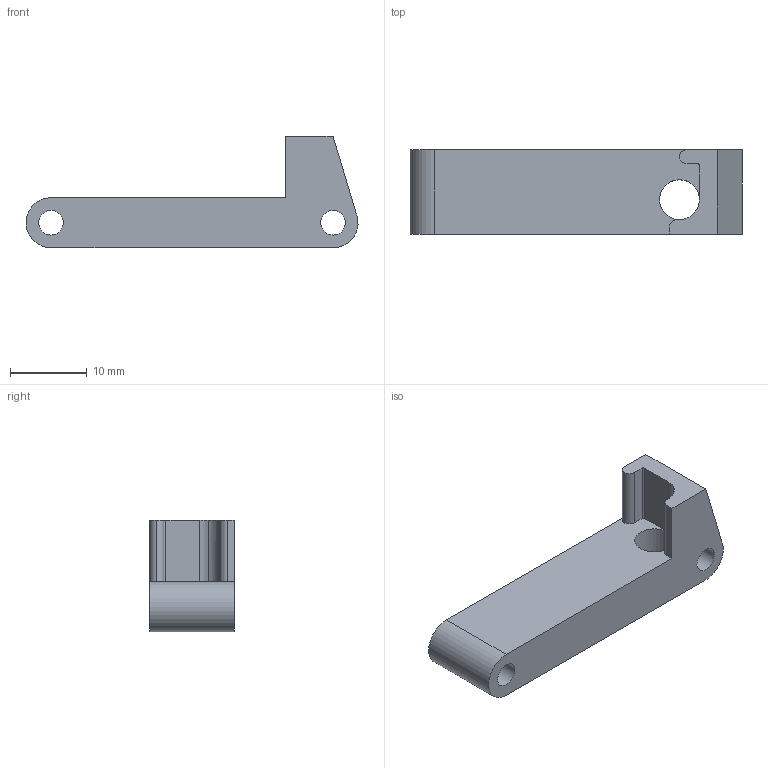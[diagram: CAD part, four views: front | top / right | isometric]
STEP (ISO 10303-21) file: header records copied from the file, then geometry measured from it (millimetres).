
FILE_DESCRIPTION(/* description */ (''),/* implementation_level */ '2;1');
FILE_NAME(/* name */ 'BadgeStylusHolder.step',/* time_stamp */ '2019-10-15T22:45:17-06:00',/* author */ (''),/* organization */ (''),/* preprocessor_version */ 'ST-DEVELOPER v18',/* originating_system */ 'Autodesk Translation Framework v8.6.0.1094',/* authorisation */ '');
FILE_SCHEMA (('AUTOMOTIVE_DESIGN { 1 0 10303 214 3 1 1 }'));
Length unit declared in the file: millimetre
Products named in the file (1): BSIDESFrame
Bounding box: 43.19 x 11 x 14.5 mm (x, y, z)
Volume: 3097.4 mm3; surface area: 2131.5 mm2
Topology: 1 solids, 1 shells, 24 faces, 68 edges, 45 vertices
Faces by surface type: plane 12, cylinder 10, bspline 1, sphere 1
Full cylindrical faces by diameter (mm): 3.2 x2, 5.2 x1
Entity records: 1090 total; most frequent: CARTESIAN_POINT 410, ORIENTED_EDGE 136, DIRECTION 134, EDGE_CURVE 68, AXIS2_PLACEMENT_3D 48, VERTEX_POINT 45, LINE 38, VECTOR 38
